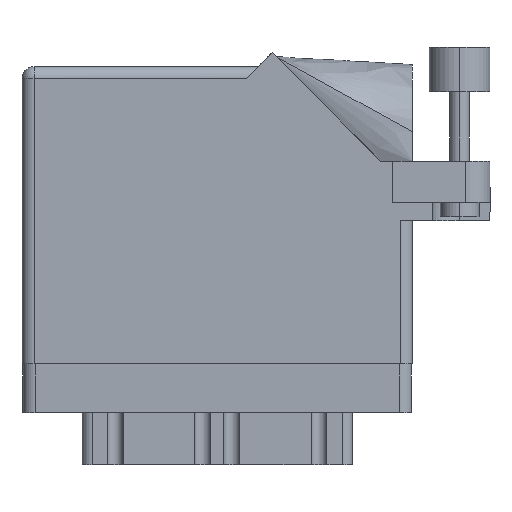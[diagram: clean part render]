
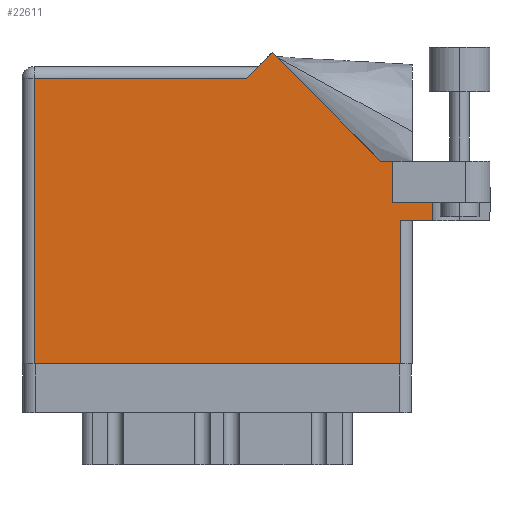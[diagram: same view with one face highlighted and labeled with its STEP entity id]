
A CAD part, front view. The second image highlights one B-rep face of the part: STEP entity #22611.
In plain terms, the highlighted face is planar.
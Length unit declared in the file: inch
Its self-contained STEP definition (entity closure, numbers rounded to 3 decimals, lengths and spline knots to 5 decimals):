
#198 = FACE_OUTER_BOUND ( 'NONE', #22466, .T. ) ;
#649 = CARTESIAN_POINT ( 'NONE',  ( 1.217, 1.53, 0. ) ) ;
#823 = ORIENTED_EDGE ( 'NONE', *, *, #1164, .T. ) ;
#832 = VERTEX_POINT ( 'NONE', #8379 ) ;
#1099 = EDGE_CURVE ( 'NONE', #15943, #33945, #16286, .T. ) ;
#1164 = EDGE_CURVE ( 'NONE', #15422, #26992, #31571, .T. ) ;
#1902 = EDGE_CURVE ( 'NONE', #832, #32468, #2560, .T. ) ;
#1938 = VECTOR ( 'NONE', #18993, 39.37008 ) ;
#2197 = EDGE_CURVE ( 'NONE', #8613, #15943, #2509, .T. ) ;
#2220 = DIRECTION ( 'NONE',  ( -1., 0., 0. ) ) ;
#2372 = VERTEX_POINT ( 'NONE', #29412 ) ;
#2509 = LINE ( 'NONE', #29275, #34373 ) ;
#2560 = LINE ( 'NONE', #26483, #3228 ) ;
#3228 = VECTOR ( 'NONE', #13374, 39.37008 ) ;
#3809 = EDGE_CURVE ( 'NONE', #32468, #15422, #22835, .T. ) ;
#3901 = ORIENTED_EDGE ( 'NONE', *, *, #2197, .T. ) ;
#4091 = EDGE_CURVE ( 'NONE', #33945, #15678, #24914, .T. ) ;
#4148 = CARTESIAN_POINT ( 'NONE',  ( 1.948, 0., 0. ) ) ;
#4205 = LINE ( 'NONE', #25981, #23512 ) ;
#4239 = DIRECTION ( 'NONE',  ( 0., 1., 0. ) ) ;
#4494 = EDGE_CURVE ( 'NONE', #15678, #28338, #4722, .T. ) ;
#4722 = LINE ( 'NONE', #26668, #31317 ) ;
#4977 = CARTESIAN_POINT ( 'NONE',  ( 2.1115, 0.737, 0. ) ) ;
#5001 = DIRECTION ( 'NONE',  ( -1., 0., 0. ) ) ;
#5190 = VECTOR ( 'NONE', #30459, 39.37008 ) ;
#5535 = EDGE_CURVE ( 'NONE', #32021, #26992, #4205, .T. ) ;
#7021 = ORIENTED_EDGE ( 'NONE', *, *, #26404, .F. ) ;
#8131 = DIRECTION ( 'NONE',  ( 1., 0., 0. ) ) ;
#8184 = CARTESIAN_POINT ( 'NONE',  ( 0.062, 1.468, 0. ) ) ;
#8346 = CARTESIAN_POINT ( 'NONE',  ( 0., 1.53, 0. ) ) ;
#8379 = CARTESIAN_POINT ( 'NONE',  ( 0.062, 0., 0. ) ) ;
#8613 = VERTEX_POINT ( 'NONE', #23620 ) ;
#8855 = LINE ( 'NONE', #19662, #5190 ) ;
#9731 = CARTESIAN_POINT ( 'NONE',  ( 1.948, 0.737, 0. ) ) ;
#9872 = LINE ( 'NONE', #18537, #20320 ) ;
#10224 = DIRECTION ( 'NONE',  ( 0., -1., 0. ) ) ;
#11035 = EDGE_CURVE ( 'NONE', #28338, #832, #9872, .T. ) ;
#11177 = ORIENTED_EDGE ( 'NONE', *, *, #1099, .T. ) ;
#11803 = CARTESIAN_POINT ( 'NONE',  ( 2.1115, 0.831, 0. ) ) ;
#12819 = DIRECTION ( 'NONE',  ( -0.707, 0.707, 0. ) ) ;
#13345 = LINE ( 'NONE', #34919, #1938 ) ;
#13374 = DIRECTION ( 'NONE',  ( 1., 0., 0. ) ) ;
#13761 = DIRECTION ( 'NONE',  ( -0.707, -0.707, 0. ) ) ;
#14876 = AXIS2_PLACEMENT_3D ( 'NONE', #8346, #15988, #29969 ) ;
#15188 = ORIENTED_EDGE ( 'NONE', *, *, #11035, .T. ) ;
#15422 = VERTEX_POINT ( 'NONE', #28021 ) ;
#15678 = VERTEX_POINT ( 'NONE', #32410 ) ;
#15943 = VERTEX_POINT ( 'NONE', #26206 ) ;
#15988 = DIRECTION ( 'NONE',  ( 0., 0., -1. ) ) ;
#16051 = ORIENTED_EDGE ( 'NONE', *, *, #34030, .T. ) ;
#16286 = LINE ( 'NONE', #29922, #25248 ) ;
#16591 = ORIENTED_EDGE ( 'NONE', *, *, #4494, .T. ) ;
#16751 = VECTOR ( 'NONE', #8131, 39.37008 ) ;
#17374 = ORIENTED_EDGE ( 'NONE', *, *, #4091, .T. ) ;
#18131 = CARTESIAN_POINT ( 'NONE',  ( 2.01, 0.737, 0. ) ) ;
#18308 = ORIENTED_EDGE ( 'NONE', *, *, #3809, .T. ) ;
#18537 = CARTESIAN_POINT ( 'NONE',  ( 0.062, 0., 0. ) ) ;
#18993 = DIRECTION ( 'NONE',  ( 0., 1., 0. ) ) ;
#19152 = PLANE ( 'NONE',  #14876 ) ;
#19662 = CARTESIAN_POINT ( 'NONE',  ( 1.91, 0.831, 0. ) ) ;
#20320 = VECTOR ( 'NONE', #10224, 39.37008 ) ;
#22235 = VECTOR ( 'NONE', #13761, 39.37008 ) ;
#22466 = EDGE_LOOP ( 'NONE', ( #32121, #18308, #823, #32596, #7021, #16051, #3901, #11177, #17374, #16591, #15188 ) ) ;
#22611 = ADVANCED_FACE ( 'NONE', ( #198 ), #19152, .F. ) ;
#22835 = LINE ( 'NONE', #9731, #24482 ) ;
#23512 = VECTOR ( 'NONE', #31634, 39.37008 ) ;
#23620 = CARTESIAN_POINT ( 'NONE',  ( 1.91, 1.044, 0. ) ) ;
#24482 = VECTOR ( 'NONE', #4239, 39.37008 ) ;
#24914 = LINE ( 'NONE', #649, #22235 ) ;
#25248 = VECTOR ( 'NONE', #12819, 39.37008 ) ;
#25981 = CARTESIAN_POINT ( 'NONE',  ( 2.1115, 1.16177, 0. ) ) ;
#26206 = CARTESIAN_POINT ( 'NONE',  ( 1.84442, 1.044, 0. ) ) ;
#26404 = EDGE_CURVE ( 'NONE', #2372, #32021, #8855, .T. ) ;
#26483 = CARTESIAN_POINT ( 'NONE',  ( 0., 0., 0. ) ) ;
#26668 = CARTESIAN_POINT ( 'NONE',  ( 0., 1.468, 0. ) ) ;
#26992 = VERTEX_POINT ( 'NONE', #4977 ) ;
#28021 = CARTESIAN_POINT ( 'NONE',  ( 1.948, 0.737, 0. ) ) ;
#28338 = VERTEX_POINT ( 'NONE', #8184 ) ;
#29275 = CARTESIAN_POINT ( 'NONE',  ( 2.41, 1.044, 0. ) ) ;
#29412 = CARTESIAN_POINT ( 'NONE',  ( 1.91, 0.831, 0. ) ) ;
#29922 = CARTESIAN_POINT ( 'NONE',  ( 1.84442, 1.044, 0. ) ) ;
#29969 = DIRECTION ( 'NONE',  ( -1., 0., 0. ) ) ;
#30459 = DIRECTION ( 'NONE',  ( 1., 0., 0. ) ) ;
#31317 = VECTOR ( 'NONE', #2220, 39.37008 ) ;
#31571 = LINE ( 'NONE', #18131, #16751 ) ;
#31634 = DIRECTION ( 'NONE',  ( 0., -1., 0. ) ) ;
#32021 = VERTEX_POINT ( 'NONE', #11803 ) ;
#32121 = ORIENTED_EDGE ( 'NONE', *, *, #1902, .T. ) ;
#32410 = CARTESIAN_POINT ( 'NONE',  ( 1.155, 1.468, 0. ) ) ;
#32468 = VERTEX_POINT ( 'NONE', #4148 ) ;
#32596 = ORIENTED_EDGE ( 'NONE', *, *, #5535, .F. ) ;
#32973 = CARTESIAN_POINT ( 'NONE',  ( 1.28771, 1.60071, 0. ) ) ;
#33945 = VERTEX_POINT ( 'NONE', #32973 ) ;
#34030 = EDGE_CURVE ( 'NONE', #2372, #8613, #13345, .T. ) ;
#34373 = VECTOR ( 'NONE', #5001, 39.37008 ) ;
#34919 = CARTESIAN_POINT ( 'NONE',  ( 1.91, 0.831, 0. ) ) ;
